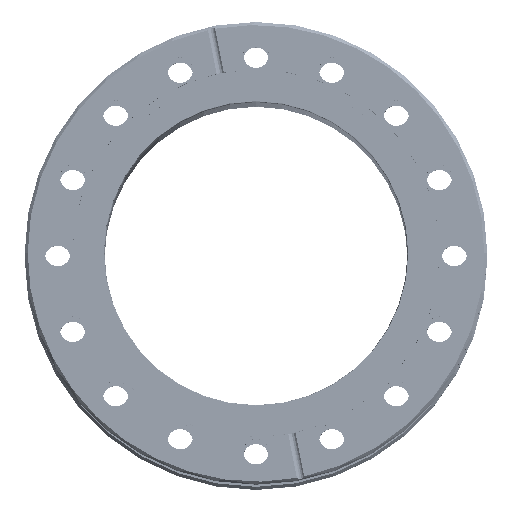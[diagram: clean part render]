
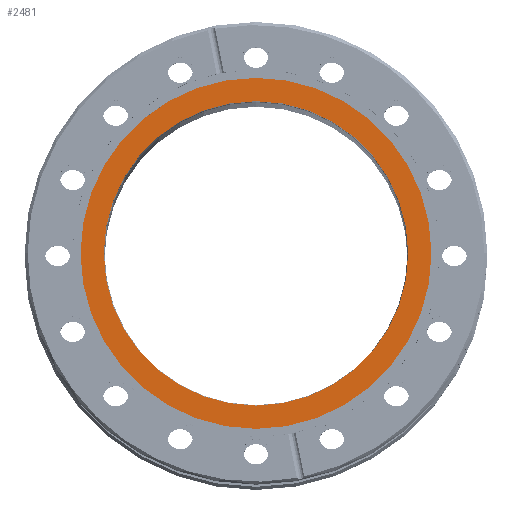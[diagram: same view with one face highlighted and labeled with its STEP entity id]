
A CAD part, top view. The second image highlights one B-rep face of the part: STEP entity #2481.
In plain terms, the highlighted planar face has unit normal (0, 0, 1).
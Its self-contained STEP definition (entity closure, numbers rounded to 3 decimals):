
#2481 = ADVANCED_FACE ( 'NONE', ( #17778, #17788 ), #16850, .F. ) ;
#12235 = AXIS2_PLACEMENT_3D ( 'NONE', #16849, #16853, #16854 ) ;
#16849 = CARTESIAN_POINT ( 'NONE',  ( 0., 0., -1.2 ) ) ;
#16850 = PLANE ( 'NONE',  #12235 ) ;
#16853 = DIRECTION ( 'NONE',  ( 0., 0., -1. ) ) ;
#16854 = DIRECTION ( 'NONE',  ( -1., 0., 0. ) ) ;
#17778 = FACE_BOUND ( 'NONE', #65751, .T. ) ;
#17788 = FACE_OUTER_BOUND ( 'NONE', #65752, .T. ) ;
#37237 = VERTEX_POINT ( 'NONE', #47222 ) ;
#37356 = VERTEX_POINT ( 'NONE', #47341 ) ;
#37384 = VERTEX_POINT ( 'NONE', #47369 ) ;
#37385 = VERTEX_POINT ( 'NONE', #47370 ) ;
#47222 = CARTESIAN_POINT ( 'NONE',  ( -50., 0., -1.2 ) ) ;
#47341 = CARTESIAN_POINT ( 'NONE',  ( -57.65, 0., -1.2 ) ) ;
#47369 = CARTESIAN_POINT ( 'NONE',  ( 50., 0., -1.2 ) ) ;
#47370 = CARTESIAN_POINT ( 'NONE',  ( 57.65, 0., -1.2 ) ) ;
#61988 = AXIS2_PLACEMENT_3D ( 'NONE', #62796, #62797, #62798 ) ;
#61999 = AXIS2_PLACEMENT_3D ( 'NONE', #62790, #62806, #62807 ) ;
#62237 = AXIS2_PLACEMENT_3D ( 'NONE', #63308, #63324, #63325 ) ;
#62247 = AXIS2_PLACEMENT_3D ( 'NONE', #63332, #63339, #63340 ) ;
#62790 = CARTESIAN_POINT ( 'NONE',  ( 0., 0., -1.2 ) ) ;
#62796 = CARTESIAN_POINT ( 'NONE',  ( 0., 0., -1.2 ) ) ;
#62797 = DIRECTION ( 'NONE',  ( 0., 0., 1. ) ) ;
#62798 = DIRECTION ( 'NONE',  ( 1., 0., 0. ) ) ;
#62806 = DIRECTION ( 'NONE',  ( 0., 0., -1. ) ) ;
#62807 = DIRECTION ( 'NONE',  ( -1., 0., 0. ) ) ;
#63308 = CARTESIAN_POINT ( 'NONE',  ( 0., 0., -1.2 ) ) ;
#63324 = DIRECTION ( 'NONE',  ( 0., 0., -1. ) ) ;
#63325 = DIRECTION ( 'NONE',  ( -1., 0., 0. ) ) ;
#63332 = CARTESIAN_POINT ( 'NONE',  ( 0., 0., -1.2 ) ) ;
#63339 = DIRECTION ( 'NONE',  ( 0., 0., 1. ) ) ;
#63340 = DIRECTION ( 'NONE',  ( 1., 0., 0. ) ) ;
#63698 = CIRCLE ( 'NONE', #61988, 50. ) ;
#63702 = CIRCLE ( 'NONE', #61999, 57.65 ) ;
#63926 = CIRCLE ( 'NONE', #62237, 57.65 ) ;
#63931 = CIRCLE ( 'NONE', #62247, 50. ) ;
#65751 = EDGE_LOOP ( 'NONE', ( #67289, #67288 ) ) ;
#65752 = EDGE_LOOP ( 'NONE', ( #67287, #67285 ) ) ;
#67285 = ORIENTED_EDGE ( 'NONE', *, *, #68336, .F. ) ;
#67287 = ORIENTED_EDGE ( 'NONE', *, *, #68512, .F. ) ;
#67288 = ORIENTED_EDGE ( 'NONE', *, *, #68332, .F. ) ;
#67289 = ORIENTED_EDGE ( 'NONE', *, *, #68517, .F. ) ;
#68332 = EDGE_CURVE ( 'NONE', #37237, #37384, #63698, .T. ) ;
#68336 = EDGE_CURVE ( 'NONE', #37385, #37356, #63702, .T. ) ;
#68512 = EDGE_CURVE ( 'NONE', #37356, #37385, #63926, .T. ) ;
#68517 = EDGE_CURVE ( 'NONE', #37384, #37237, #63931, .T. ) ;
